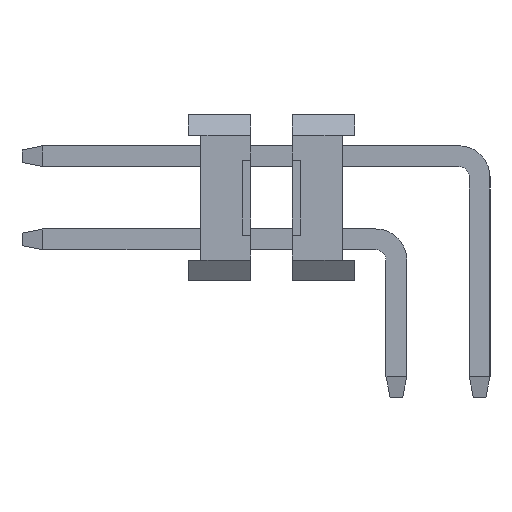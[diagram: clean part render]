
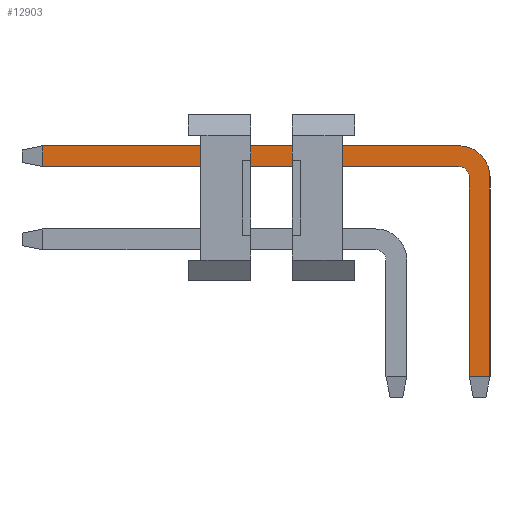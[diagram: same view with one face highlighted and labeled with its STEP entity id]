
A CAD part, left-side view. The second image highlights one B-rep face of the part: STEP entity #12903.
In plain terms, the highlighted planar face has unit normal (-1, 0, 0).
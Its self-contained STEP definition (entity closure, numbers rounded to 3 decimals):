
#12657=CARTESIAN_POINT('',(21.75,7.5,0.75));
#12658=VERTEX_POINT('',#12657);
#12681=CARTESIAN_POINT('',(21.75,7.5,1.25));
#12682=VERTEX_POINT('',#12681);
#12683=CARTESIAN_POINT('',(21.75,7.5,0.75));
#12684=DIRECTION('',(0.,0.,1.));
#12685=VECTOR('',#12684,0.5);
#12686=LINE('',#12683,#12685);
#12687=EDGE_CURVE('',#12658,#12682,#12686,.T.);
#12728=CARTESIAN_POINT('',(21.75,-2.5,1.25));
#12729=VERTEX_POINT('',#12728);
#12730=CARTESIAN_POINT('',(21.75,7.5,1.25));
#12731=DIRECTION('',(0.,-1.,0.));
#12732=VECTOR('',#12731,10.);
#12733=LINE('',#12730,#12732);
#12734=EDGE_CURVE('',#12682,#12729,#12733,.T.);
#12835=CARTESIAN_POINT('',(21.75,-2.5,0.75));
#12836=VERTEX_POINT('',#12835);
#12843=CARTESIAN_POINT('',(21.75,-2.5,0.75));
#12844=DIRECTION('',(0.,1.,0.));
#12845=VECTOR('',#12844,10.);
#12846=LINE('',#12843,#12845);
#12847=EDGE_CURVE('',#12836,#12658,#12846,.T.);
#12853=CARTESIAN_POINT('',(21.75,8.,1.25));
#12854=DIRECTION('',(0.,0.,-1.));
#12855=DIRECTION('',(-1.,-0.,-0.));
#12856=AXIS2_PLACEMENT_3D('',#12853,#12855,#12854);
#12857=PLANE('',#12856);
#12858=ORIENTED_EDGE('',*,*,#12847,.F.);
#12859=CARTESIAN_POINT('',(21.75,-2.75,0.5));
#12860=VERTEX_POINT('',#12859);
#12861=CARTESIAN_POINT('',(21.75,-2.5,0.5));
#12862=DIRECTION('',(0.,0.,1.));
#12863=DIRECTION('',(1.,0.,0.));
#12864=AXIS2_PLACEMENT_3D('',#12861,#12863,#12862);
#12865=CIRCLE('',#12864,0.25);
#12866=EDGE_CURVE('',#12836,#12860,#12865,.T.);
#12867=ORIENTED_EDGE('',*,*,#12866,.T.);
#12868=CARTESIAN_POINT('',(21.75,-2.75,-4.3));
#12869=VERTEX_POINT('',#12868);
#12870=CARTESIAN_POINT('',(21.75,-2.75,0.5));
#12871=DIRECTION('',(0.,0.,-1.));
#12872=VECTOR('',#12871,4.8);
#12873=LINE('',#12870,#12872);
#12874=EDGE_CURVE('',#12860,#12869,#12873,.T.);
#12875=ORIENTED_EDGE('',*,*,#12874,.T.);
#12876=CARTESIAN_POINT('',(21.75,-3.25,-4.3));
#12877=VERTEX_POINT('',#12876);
#12878=CARTESIAN_POINT('',(21.75,-2.75,-4.3));
#12879=DIRECTION('',(0.,-1.,0.));
#12880=VECTOR('',#12879,0.5);
#12881=LINE('',#12878,#12880);
#12882=EDGE_CURVE('',#12869,#12877,#12881,.T.);
#12883=ORIENTED_EDGE('',*,*,#12882,.T.);
#12884=CARTESIAN_POINT('',(21.75,-3.25,0.5));
#12885=VERTEX_POINT('',#12884);
#12886=CARTESIAN_POINT('',(21.75,-3.25,-4.3));
#12887=DIRECTION('',(0.,0.,1.));
#12888=VECTOR('',#12887,4.8);
#12889=LINE('',#12886,#12888);
#12890=EDGE_CURVE('',#12877,#12885,#12889,.T.);
#12891=ORIENTED_EDGE('',*,*,#12890,.T.);
#12892=CARTESIAN_POINT('',(21.75,-2.5,0.5));
#12893=DIRECTION('',(0.,-1.,0.));
#12894=DIRECTION('',(-1.,0.,0.));
#12895=AXIS2_PLACEMENT_3D('',#12892,#12894,#12893);
#12896=CIRCLE('',#12895,0.75);
#12897=EDGE_CURVE('',#12885,#12729,#12896,.T.);
#12898=ORIENTED_EDGE('',*,*,#12897,.T.);
#12899=ORIENTED_EDGE('',*,*,#12734,.F.);
#12900=ORIENTED_EDGE('',*,*,#12687,.F.);
#12901=EDGE_LOOP('',(#12858,#12867,#12875,#12883,#12891,#12898,#12899,#12900));
#12902=FACE_OUTER_BOUND('',#12901,.T.);
#12903=ADVANCED_FACE('',(#12902),#12857,.T.);
